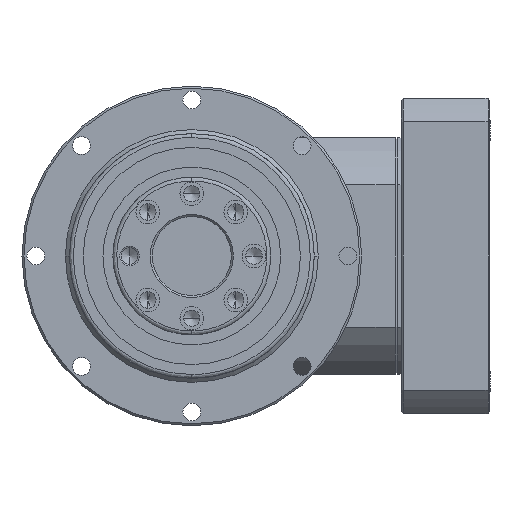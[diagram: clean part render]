
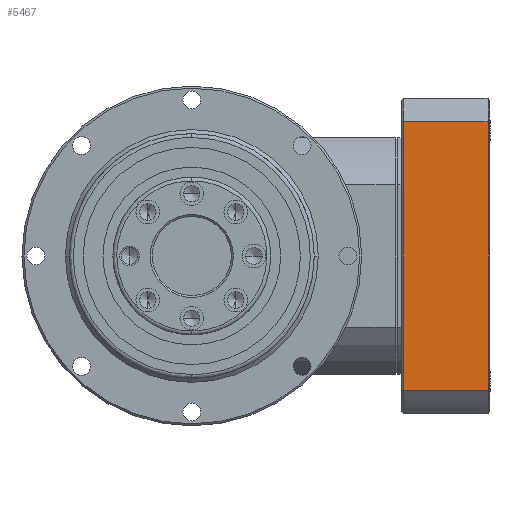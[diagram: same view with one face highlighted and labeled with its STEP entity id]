
A CAD part, left-side view. The second image highlights one B-rep face of the part: STEP entity #5467.
In plain terms, the highlighted face is planar.
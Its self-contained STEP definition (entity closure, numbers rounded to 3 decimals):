
#171 = VERTEX_POINT ( 'NONE', #4566 ) ;
#306 = ORIENTED_EDGE ( 'NONE', *, *, #4252, .T. ) ;
#446 = FACE_OUTER_BOUND ( 'NONE', #12662, .T. ) ;
#3033 = VERTEX_POINT ( 'NONE', #11502 ) ;
#3311 = VERTEX_POINT ( 'NONE', #20066 ) ;
#4252 = EDGE_CURVE ( 'NONE', #3033, #3311, #7402, .T. ) ;
#4566 = CARTESIAN_POINT ( 'NONE',  ( 1.5, -40., -34.004 ) ) ;
#5074 = CARTESIAN_POINT ( 'NONE',  ( 23.5, -40., -34.004 ) ) ;
#5467 = ADVANCED_FACE ( 'NONE', ( #446 ), #11392, .T. ) ;
#6257 = LINE ( 'NONE', #8560, #21394 ) ;
#6632 = ORIENTED_EDGE ( 'NONE', *, *, #21989, .F. ) ;
#7147 = DIRECTION ( 'NONE',  ( -1., 0., 0. ) ) ;
#7402 = LINE ( 'NONE', #15023, #13450 ) ;
#8560 = CARTESIAN_POINT ( 'NONE',  ( 23., -40., 40. ) ) ;
#9302 = DIRECTION ( 'NONE',  ( 0., 0., 1. ) ) ;
#10084 = EDGE_CURVE ( 'NONE', #19876, #171, #19570, .T. ) ;
#11392 = PLANE ( 'NONE',  #24601 ) ;
#11502 = CARTESIAN_POINT ( 'NONE',  ( 23., -40., 34.004 ) ) ;
#12662 = EDGE_LOOP ( 'NONE', ( #13128, #306, #6632, #14510 ) ) ;
#13128 = ORIENTED_EDGE ( 'NONE', *, *, #20217, .T. ) ;
#13450 = VECTOR ( 'NONE', #15076, 1000. ) ;
#14075 = DIRECTION ( 'NONE',  ( 0., -1., 0. ) ) ;
#14269 = DIRECTION ( 'NONE',  ( 0., 0., -1. ) ) ;
#14355 = CARTESIAN_POINT ( 'NONE',  ( 0., -40., 40. ) ) ;
#14383 = VECTOR ( 'NONE', #7147, 1000. ) ;
#14510 = ORIENTED_EDGE ( 'NONE', *, *, #10084, .F. ) ;
#15023 = CARTESIAN_POINT ( 'NONE',  ( 0., -40., 34.004 ) ) ;
#15076 = DIRECTION ( 'NONE',  ( -1., 0., 0. ) ) ;
#15542 = CARTESIAN_POINT ( 'NONE',  ( 23., -40., -34.004 ) ) ;
#15647 = LINE ( 'NONE', #24890, #25264 ) ;
#19570 = LINE ( 'NONE', #5074, #14383 ) ;
#19876 = VERTEX_POINT ( 'NONE', #15542 ) ;
#20066 = CARTESIAN_POINT ( 'NONE',  ( 1.5, -40., 34.004 ) ) ;
#20217 = EDGE_CURVE ( 'NONE', #19876, #3033, #6257, .T. ) ;
#21394 = VECTOR ( 'NONE', #22332, 1000. ) ;
#21989 = EDGE_CURVE ( 'NONE', #171, #3311, #15647, .T. ) ;
#22332 = DIRECTION ( 'NONE',  ( 0., 0., 1. ) ) ;
#24601 = AXIS2_PLACEMENT_3D ( 'NONE', #14355, #14075, #14269 ) ;
#24890 = CARTESIAN_POINT ( 'NONE',  ( 1.5, -40., 20. ) ) ;
#25264 = VECTOR ( 'NONE', #9302, 1000. ) ;
